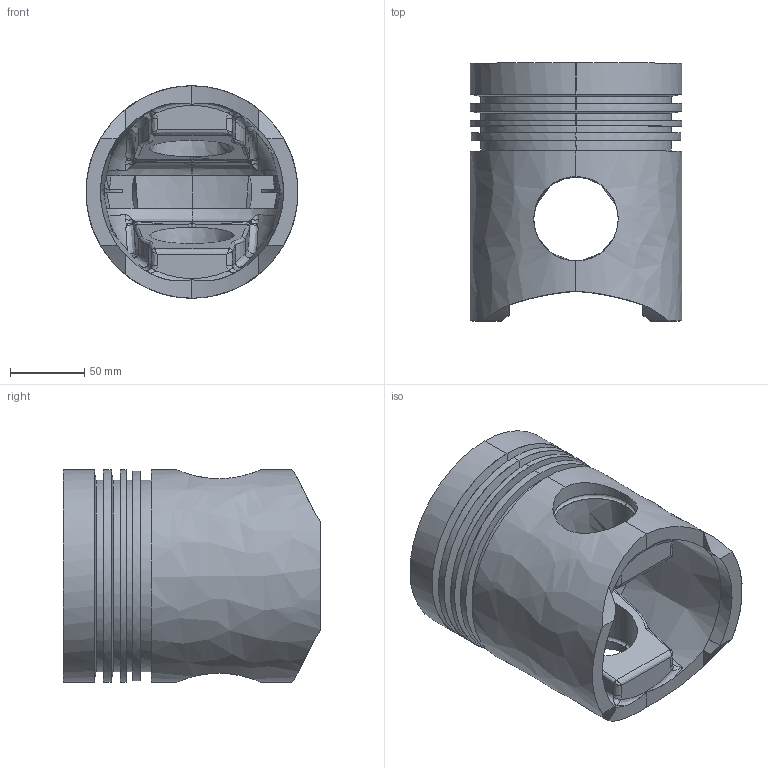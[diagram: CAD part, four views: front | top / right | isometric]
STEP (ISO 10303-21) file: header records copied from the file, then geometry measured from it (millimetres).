
FILE_DESCRIPTION(('FreeCAD Model'),'2;1');
FILE_NAME('Open CASCADE Shape Model','2025-05-05T04:56:51',('FreeCAD'),( 'FreeCAD'),'Open CASCADE STEP processor 7.6','FreeCAD','Unknown');
FILE_SCHEMA(('AUTOMOTIVE_DESIGN { 1 0 10303 214 1 1 1 1 }'));
Products named in the file (1): Open CASCADE STEP translator 7.6 1
Bounding box: 142.65 x 173.51 x 142.89 mm (x, y, z)
Surface area: 175579.2 mm2 (no closed solid volume)
Topology: 0 solids, 214 shells, 214 faces, 1481 edges, 1493 vertices
Faces by surface type: bspline 214
Entity records: 53087 total; most frequent: CARTESIAN_POINT 46300, VERTEX_POINT 1493, ORIENTED_EDGE 1471, EDGE_CURVE 1471, B_SPLINE_CURVE_WITH_KNOTS 1131, FACE_BOUND 221, EDGE_LOOP 221, SHELL_BASED_SURFACE_MODEL 214
